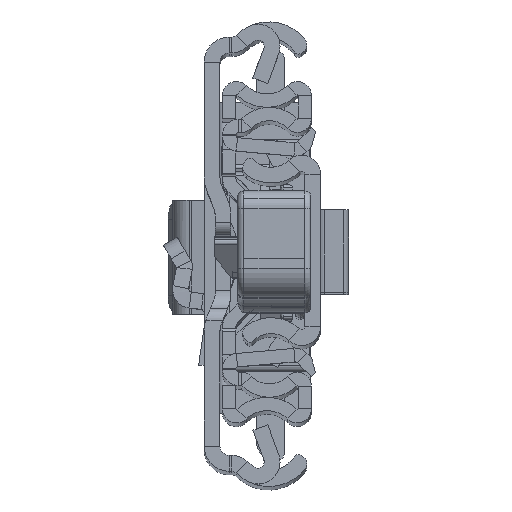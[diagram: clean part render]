
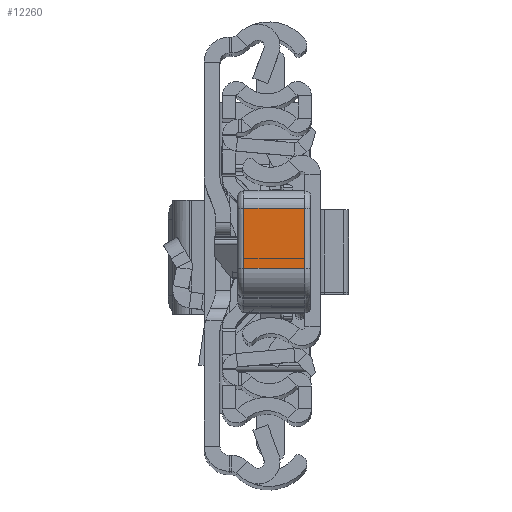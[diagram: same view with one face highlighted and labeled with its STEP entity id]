
A CAD part, top view. The second image highlights one B-rep face of the part: STEP entity #12260.
In plain terms, the highlighted face is planar.
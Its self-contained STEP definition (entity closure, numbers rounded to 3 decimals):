
#770 = DIRECTION ( 'NONE',  ( 0., 0., 1. ) ) ;
#826 = CARTESIAN_POINT ( 'NONE',  ( 39.818, -2.465, -10. ) ) ;
#1177 = DIRECTION ( 'NONE',  ( -0.027, -1., 0. ) ) ;
#1916 = PLANE ( 'NONE',  #30089 ) ;
#4327 = CARTESIAN_POINT ( 'NONE',  ( 39.55, -12.274, -11. ) ) ;
#4982 = LINE ( 'NONE', #5338, #23958 ) ;
#5338 = CARTESIAN_POINT ( 'NONE',  ( 39.818, -2.465, -11. ) ) ;
#7415 = EDGE_CURVE ( 'NONE', #16123, #29534, #26401, .T. ) ;
#7455 = VECTOR ( 'NONE', #33128, 1000. ) ;
#8782 = ORIENTED_EDGE ( 'NONE', *, *, #13569, .F. ) ;
#9783 = CARTESIAN_POINT ( 'NONE',  ( 39.55, -12.274, 0. ) ) ;
#10571 = ORIENTED_EDGE ( 'NONE', *, *, #7415, .F. ) ;
#11990 = ORIENTED_EDGE ( 'NONE', *, *, #34385, .F. ) ;
#12260 = ADVANCED_FACE ( 'NONE', ( #24357 ), #1916, .F. ) ;
#13569 = EDGE_CURVE ( 'NONE', #21831, #16123, #27501, .T. ) ;
#13966 = CARTESIAN_POINT ( 'NONE',  ( 39.818, -2.465, 0. ) ) ;
#14935 = LINE ( 'NONE', #20198, #22151 ) ;
#16123 = VERTEX_POINT ( 'NONE', #19603 ) ;
#16633 = ORIENTED_EDGE ( 'NONE', *, *, #19160, .F. ) ;
#17284 = EDGE_LOOP ( 'NONE', ( #10571, #8782, #16633, #11990 ) ) ;
#19160 = EDGE_CURVE ( 'NONE', #30988, #21831, #4982, .T. ) ;
#19603 = CARTESIAN_POINT ( 'NONE',  ( 39.55, -12.274, -10. ) ) ;
#20198 = CARTESIAN_POINT ( 'NONE',  ( 39.55, -12.274, 0. ) ) ;
#21831 = VERTEX_POINT ( 'NONE', #826 ) ;
#22151 = VECTOR ( 'NONE', #26393, 1000. ) ;
#23578 = CARTESIAN_POINT ( 'NONE',  ( 39.55, -12.274, -11. ) ) ;
#23958 = VECTOR ( 'NONE', #28175, 1000. ) ;
#24149 = CARTESIAN_POINT ( 'NONE',  ( 39.55, -12.274, -10. ) ) ;
#24357 = FACE_OUTER_BOUND ( 'NONE', #17284, .T. ) ;
#26393 = DIRECTION ( 'NONE',  ( 0.027, 1., 0. ) ) ;
#26401 = LINE ( 'NONE', #23578, #31582 ) ;
#27501 = LINE ( 'NONE', #24149, #7455 ) ;
#28175 = DIRECTION ( 'NONE',  ( 0., 0., -1. ) ) ;
#29534 = VERTEX_POINT ( 'NONE', #9783 ) ;
#30089 = AXIS2_PLACEMENT_3D ( 'NONE', #4327, #33343, #1177 ) ;
#30988 = VERTEX_POINT ( 'NONE', #13966 ) ;
#31582 = VECTOR ( 'NONE', #770, 1000. ) ;
#33128 = DIRECTION ( 'NONE',  ( -0.027, -1., 0. ) ) ;
#33343 = DIRECTION ( 'NONE',  ( -1., 0.027, 0. ) ) ;
#34385 = EDGE_CURVE ( 'NONE', #29534, #30988, #14935, .T. ) ;
